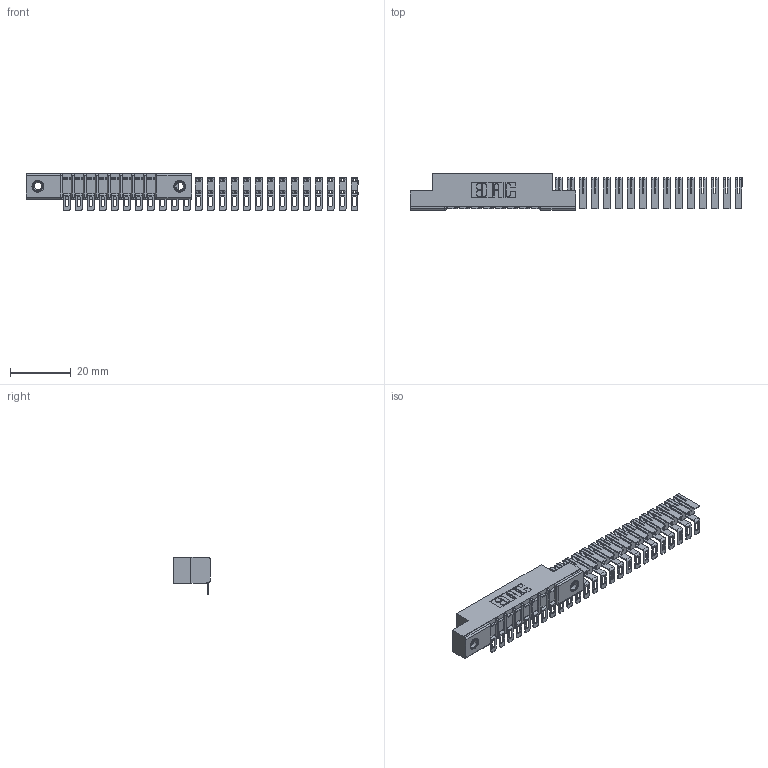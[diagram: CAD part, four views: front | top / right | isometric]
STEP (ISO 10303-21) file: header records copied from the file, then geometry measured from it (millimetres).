
FILE_DESCRIPTION (( 'STEP AP203' ), '1' );
FILE_NAME ('357-025-554-107.STEP', '2018-08-09T02:15:41', ( '' ), ( '' ), 'SwSTEP 2.0', 'SolidWorks 2016', '' );
FILE_SCHEMA (( 'CONFIG_CONTROL_DESIGN' ));
Length unit declared in the file: inch
Products named in the file (4): 307 Part_.156 Dia Mounting Holes; 307-290-002_554; 345-250-001_345-250-005-103; 357-025-554-107
Assembly tree (28 placements, depth 2):
  357-025-554-107
    307 Part_.156 Dia Mounting Holes
    307-290-002_554  x25
    345-250-001_345-250-005-103  x2
Bounding box: 109.72 x 12.01 x 12.52 mm (x, y, z)
Volume: 4092.1 mm3; surface area: 9669.5 mm2
Topology: 28 solids, 28 shells, 1872 faces, 5696 edges, 3764 vertices
Faces by surface type: plane 1048, cylinder 790, sphere 18, cone 12, torus 4
Entity records: 13744 total; most frequent: CARTESIAN_POINT 2218, DIRECTION 2204, ORIENTED_EDGE 2184, EDGE_CURVE 1092, VECTOR 812, LINE 812, VERTEX_POINT 710, AXIS2_PLACEMENT_3D 696
